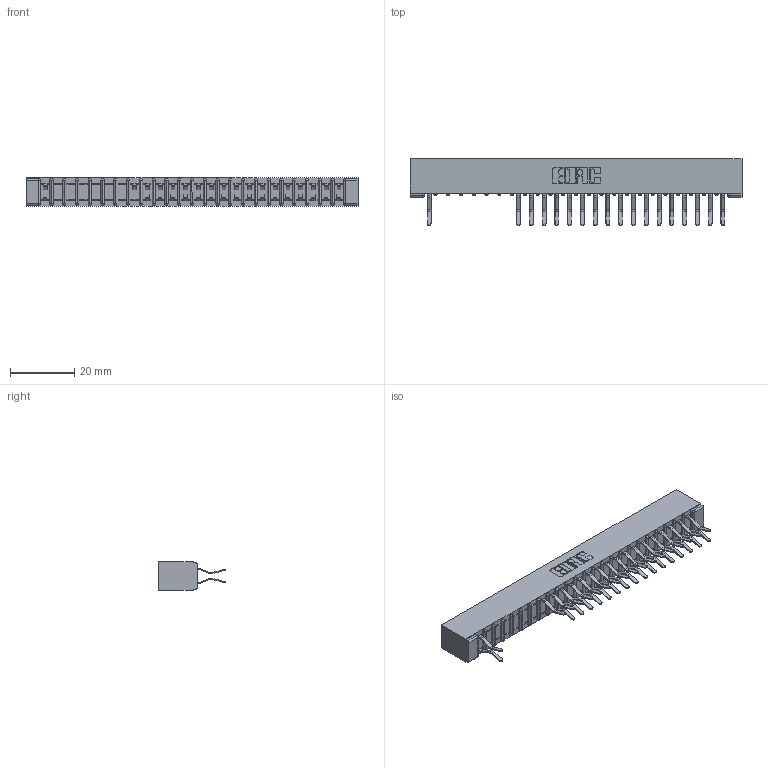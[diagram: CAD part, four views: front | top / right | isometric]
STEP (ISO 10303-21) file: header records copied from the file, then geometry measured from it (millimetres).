
FILE_DESCRIPTION (( 'STEP AP203' ), '1' );
FILE_NAME ('307-048-560-201.STEP', '2018-08-06T04:08:31', ( '' ), ( '' ), 'SwSTEP 2.0', 'SolidWorks 2016', '' );
FILE_SCHEMA (( 'CONFIG_CONTROL_DESIGN' ));
Length unit declared in the file: inch
Products named in the file (3): 307-290-001_560; 307-048-560-201; 307 Part_No Mounting Lugs
Assembly tree (36 placements, depth 2):
  307-048-560-201
    307 Part_No Mounting Lugs
    307-290-001_560  x35
Bounding box: 102.97 x 20.73 x 8.71 mm (x, y, z)
Volume: 6843.6 mm3; surface area: 11933.5 mm2
Topology: 36 solids, 36 shells, 2015 faces, 5685 edges, 3674 vertices
Faces by surface type: plane 1299, cylinder 666, sphere 50
Entity records: 22972 total; most frequent: CARTESIAN_POINT 3815, ORIENTED_EDGE 3790, DIRECTION 3731, EDGE_CURVE 1895, VECTOR 1447, LINE 1447, VERTEX_POINT 1226, AXIS2_PLACEMENT_3D 1142
